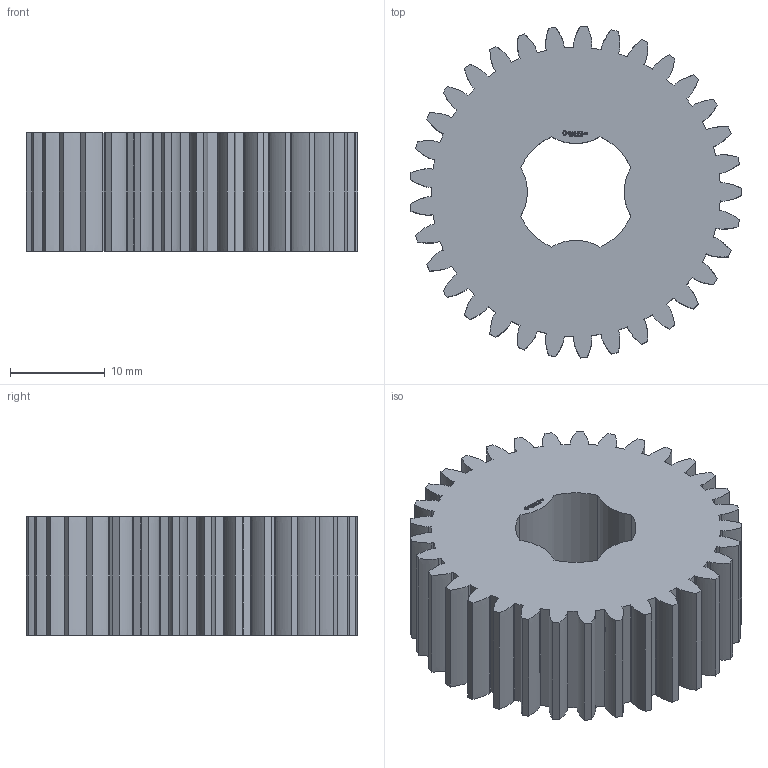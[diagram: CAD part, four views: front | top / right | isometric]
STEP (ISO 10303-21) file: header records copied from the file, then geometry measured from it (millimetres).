
FILE_DESCRIPTION(('FreeCAD Model'),'2;1');
FILE_NAME('Open CASCADE Shape Model','2024-03-09T19:40:20',(''),(''), 'Open CASCADE STEP processor 7.6','FreeCAD','Unknown');
FILE_SCHEMA(('AUTOMOTIVE_DESIGN { 1 0 10303 214 1 1 1 1 }'));
Length unit declared in the file: millimetre
Products named in the file (1): Gear Wheel PLN TTH33 BU01.00 SFT-SHD - SPN-GWH-0112 (stemfie.org)
Bounding box: 34.95 x 34.99 x 12.5 mm (x, y, z)
Volume: 9195 mm3; surface area: 4657.7 mm2
Topology: 1 solids, 1 shells, 647 faces, 1848 edges, 1232 vertices
Faces by surface type: plane 329, extrusion 310, cylinder 8
Entity records: 55490 total; most frequent: CARTESIAN_POINT 16154, DIRECTION 5306, VECTOR 4582, LINE 4272, ORIENTED_EDGE 3696, PCURVE 3696, DEFINITIONAL_REPRESENTATION 3696, EDGE_CURVE 1848
